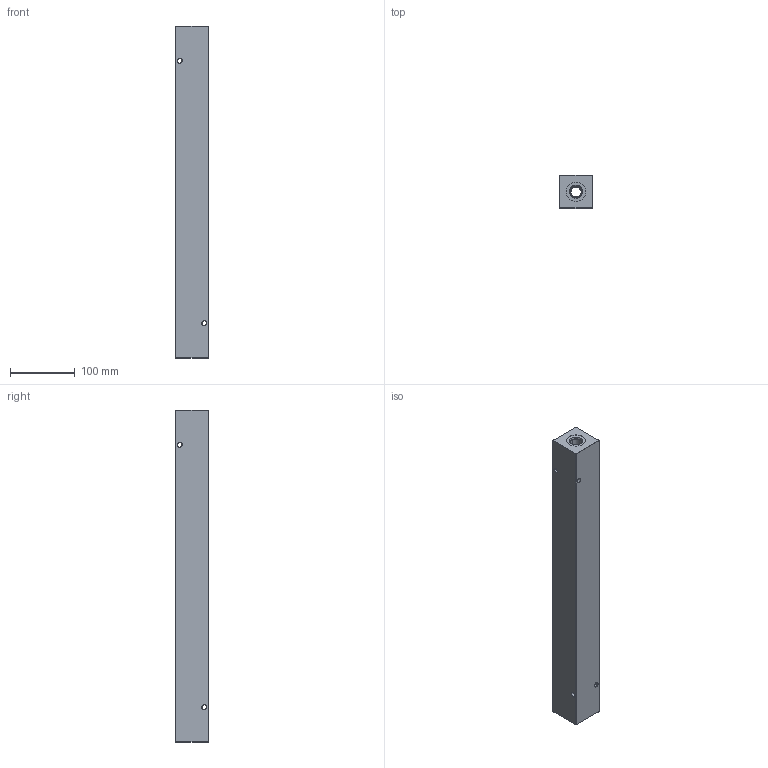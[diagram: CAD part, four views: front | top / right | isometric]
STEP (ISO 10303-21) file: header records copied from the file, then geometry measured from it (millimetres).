
FILE_DESCRIPTION (( 'STEP AP203' ), '1' );
FILE_NAME ('HM-10-90-S-8-8.STEP', '2020-11-09T21:52:24', ( '' ), ( '' ), 'SwSTEP 2.0', 'SolidWorks 2019', '' );
FILE_SCHEMA (( 'CONFIG_CONTROL_DESIGN' ));
Length unit declared in the file: inch
Products named in the file (1): HM-10-90-S-8-8
Bounding box: 50.8 x 50.8 x 514.35 mm (x, y, z)
Volume: 1115153.8 mm3; surface area: 150094.2 mm2
Topology: 1 solids, 1 shells, 831 faces, 2138 edges, 1356 vertices
Faces by surface type: plane 247, bspline 220, cylinder 186, cone 178
Entity records: 36669 total; most frequent: CARTESIAN_POINT 18218, ORIENTED_EDGE 4276, DIRECTION 3056, EDGE_CURVE 2138, VERTEX_POINT 1356, AXIS2_PLACEMENT_3D 1042, VECTOR 972, LINE 972
